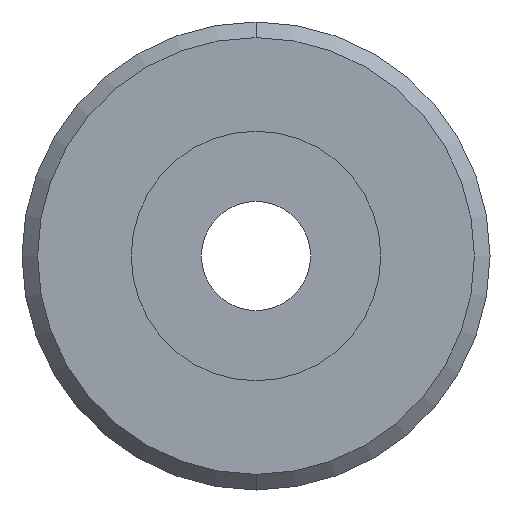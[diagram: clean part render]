
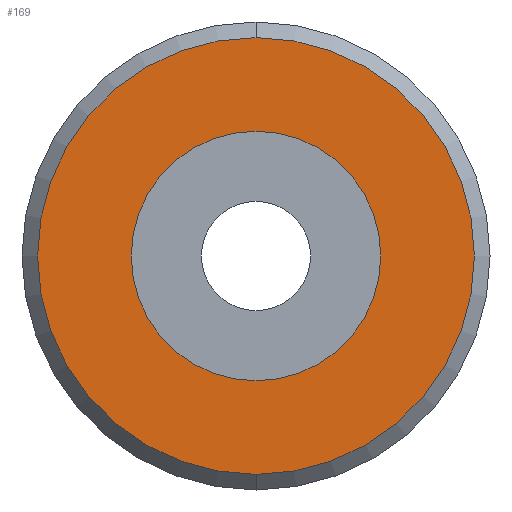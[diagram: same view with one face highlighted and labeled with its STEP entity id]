
A CAD part, front view. The second image highlights one B-rep face of the part: STEP entity #169.
In plain terms, the highlighted planar face has unit normal (0, -1, 0).
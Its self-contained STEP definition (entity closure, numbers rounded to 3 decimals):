
#7 = EDGE_CURVE ( 'NONE', #421, #224, #142, .T. ) ;
#10 = EDGE_CURVE ( 'NONE', #72, #273, #194, .T. ) ;
#21 = ORIENTED_EDGE ( 'NONE', *, *, #235, .T. ) ;
#39 = DIRECTION ( 'NONE',  ( 0., 1., 0. ) ) ;
#50 = CARTESIAN_POINT ( 'NONE',  ( 0., -6., 14. ) ) ;
#61 = AXIS2_PLACEMENT_3D ( 'NONE', #416, #114, #209 ) ;
#63 = DIRECTION ( 'NONE',  ( 0., -1., 0. ) ) ;
#72 = VERTEX_POINT ( 'NONE', #259 ) ;
#107 = CARTESIAN_POINT ( 'NONE',  ( 15., -6., 0. ) ) ;
#114 = DIRECTION ( 'NONE',  ( 0., -1., 0. ) ) ;
#118 = DIRECTION ( 'NONE',  ( 0., 1., 0. ) ) ;
#119 = EDGE_LOOP ( 'NONE', ( #21, #402 ) ) ;
#121 = CARTESIAN_POINT ( 'NONE',  ( 0., -6., 0. ) ) ;
#142 = CIRCLE ( 'NONE', #156, 14. ) ;
#156 = AXIS2_PLACEMENT_3D ( 'NONE', #121, #63, #293 ) ;
#158 = FACE_BOUND ( 'NONE', #352, .T. ) ;
#169 = ADVANCED_FACE ( 'NONE', ( #399, #158 ), #236, .F. ) ;
#172 = AXIS2_PLACEMENT_3D ( 'NONE', #188, #118, #354 ) ;
#177 = CARTESIAN_POINT ( 'NONE',  ( 0., -6., -8. ) ) ;
#182 = CARTESIAN_POINT ( 'NONE',  ( 0., -6., 0. ) ) ;
#188 = CARTESIAN_POINT ( 'NONE',  ( 0., -6., 0. ) ) ;
#194 = CIRCLE ( 'NONE', #172, 8. ) ;
#198 = AXIS2_PLACEMENT_3D ( 'NONE', #182, #250, #284 ) ;
#200 = CIRCLE ( 'NONE', #61, 14. ) ;
#209 = DIRECTION ( 'NONE',  ( 0., 0., 1. ) ) ;
#214 = CARTESIAN_POINT ( 'NONE',  ( 0., -6., -14. ) ) ;
#216 = CIRCLE ( 'NONE', #198, 8. ) ;
#224 = VERTEX_POINT ( 'NONE', #50 ) ;
#235 = EDGE_CURVE ( 'NONE', #224, #421, #200, .T. ) ;
#236 = PLANE ( 'NONE',  #353 ) ;
#250 = DIRECTION ( 'NONE',  ( 0., 1., 0. ) ) ;
#259 = CARTESIAN_POINT ( 'NONE',  ( 0., -6., 8. ) ) ;
#273 = VERTEX_POINT ( 'NONE', #177 ) ;
#284 = DIRECTION ( 'NONE',  ( 0., 0., 1. ) ) ;
#286 = ORIENTED_EDGE ( 'NONE', *, *, #383, .T. ) ;
#293 = DIRECTION ( 'NONE',  ( 0., 0., 1. ) ) ;
#340 = ORIENTED_EDGE ( 'NONE', *, *, #10, .T. ) ;
#352 = EDGE_LOOP ( 'NONE', ( #340, #286 ) ) ;
#353 = AXIS2_PLACEMENT_3D ( 'NONE', #107, #39, #406 ) ;
#354 = DIRECTION ( 'NONE',  ( 0., 0., 1. ) ) ;
#383 = EDGE_CURVE ( 'NONE', #273, #72, #216, .T. ) ;
#399 = FACE_OUTER_BOUND ( 'NONE', #119, .T. ) ;
#402 = ORIENTED_EDGE ( 'NONE', *, *, #7, .T. ) ;
#406 = DIRECTION ( 'NONE',  ( 0., 0., 1. ) ) ;
#416 = CARTESIAN_POINT ( 'NONE',  ( 0., -6., 0. ) ) ;
#421 = VERTEX_POINT ( 'NONE', #214 ) ;
